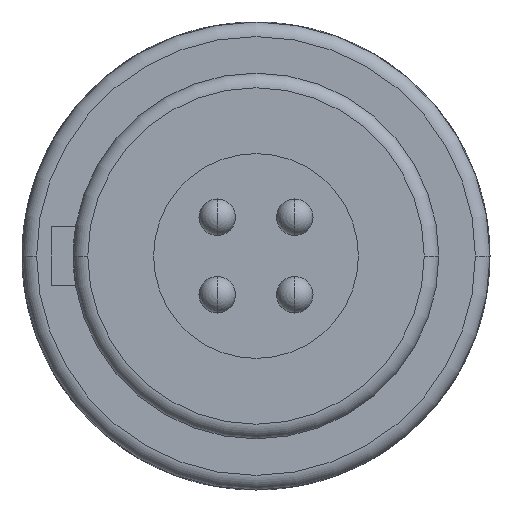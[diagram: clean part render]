
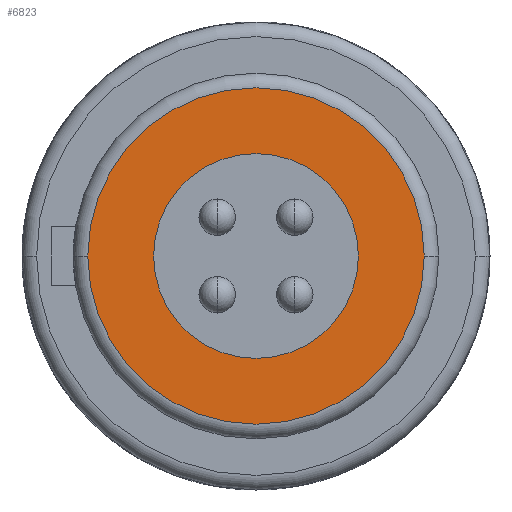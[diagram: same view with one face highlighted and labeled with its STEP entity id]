
A CAD part, left-side view. The second image highlights one B-rep face of the part: STEP entity #6823.
In plain terms, the highlighted planar face has unit normal (-1, 0, 0).
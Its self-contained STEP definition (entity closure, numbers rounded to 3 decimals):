
#2406=CARTESIAN_POINT('',(-9.8,0.,0.));
#2407=DIRECTION('',(-1.,0.,0.));
#2408=DIRECTION('',(0.,1.,0.));
#2409=AXIS2_PLACEMENT_3D('',#2406,#2407,#2408);
#2420=CARTESIAN_POINT('',(-9.8,0.,0.));
#2421=DIRECTION('',(1.,0.,0.));
#2422=DIRECTION('',(0.,1.,0.));
#2423=AXIS2_PLACEMENT_3D('',#2420,#2421,#2422);
#3389=CARTESIAN_POINT('',(-9.8,0.,0.));
#3390=DIRECTION('',(-1.,0.,0.));
#3391=DIRECTION('',(0.,-1.,0.));
#3392=AXIS2_PLACEMENT_3D('',#3389,#3390,#3391);
#3394=CARTESIAN_POINT('',(-9.8,0.,0.));
#3395=DIRECTION('',(-1.,0.,0.));
#3396=DIRECTION('',(0.,1.,0.));
#3397=AXIS2_PLACEMENT_3D('',#3394,#3395,#3396);
#3746=CARTESIAN_POINT('',(-9.8,1.4,0.));
#3747=CARTESIAN_POINT('',(-9.8,-1.4,0.));
#3748=VERTEX_POINT('',#3746);
#3749=VERTEX_POINT('',#3747);
#3774=CARTESIAN_POINT('',(-9.8,-2.3,0.));
#3775=CARTESIAN_POINT('',(-9.8,2.3,0.));
#3776=VERTEX_POINT('',#3774);
#3777=VERTEX_POINT('',#3775);
#6808=CARTESIAN_POINT('',(-9.8,0.,0.));
#6809=DIRECTION('',(1.,0.,0.));
#6810=DIRECTION('',(0.,-1.,0.));
#6811=AXIS2_PLACEMENT_3D('',#6808,#6809,#6810);
#6812=PLANE('',#6811);
#6814=ORIENTED_EDGE('',*,*,#6813,.F.);
#6816=ORIENTED_EDGE('',*,*,#6815,.F.);
#6817=EDGE_LOOP('',(#6814,#6816));
#6818=FACE_OUTER_BOUND('',#6817,.F.);
#6819=ORIENTED_EDGE('',*,*,#5476,.F.);
#6820=ORIENTED_EDGE('',*,*,#5448,.T.);
#6821=EDGE_LOOP('',(#6819,#6820));
#6822=FACE_BOUND('',#6821,.F.);
#6823=ADVANCED_FACE('',(#6818,#6822),#6812,.F.);
#2410=CIRCLE('',#2409,1.4);
#2424=CIRCLE('',#2423,1.4);
#3393=CIRCLE('',#3392,2.3);
#3398=CIRCLE('',#3397,2.3);
#5448=EDGE_CURVE('',#3748,#3749,#2410,.T.);
#5476=EDGE_CURVE('',#3748,#3749,#2424,.T.);
#6813=EDGE_CURVE('',#3776,#3777,#3393,.T.);
#6815=EDGE_CURVE('',#3777,#3776,#3398,.T.);
